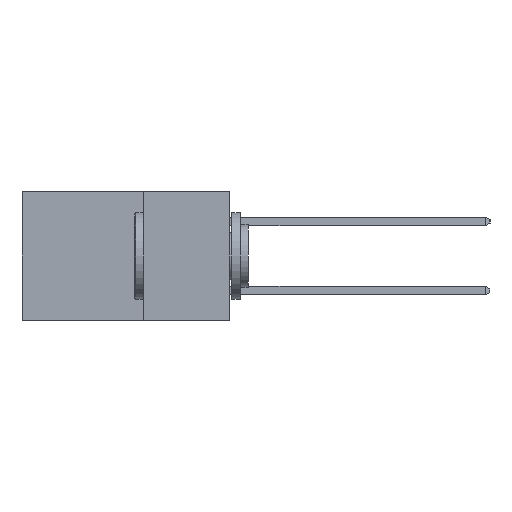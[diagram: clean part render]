
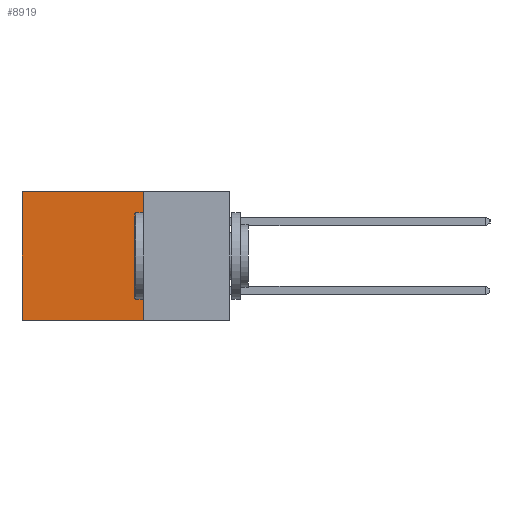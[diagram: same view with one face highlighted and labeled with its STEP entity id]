
A CAD part, left-side view. The second image highlights one B-rep face of the part: STEP entity #8919.
In plain terms, the highlighted planar face has unit normal (-1, 0, 0).
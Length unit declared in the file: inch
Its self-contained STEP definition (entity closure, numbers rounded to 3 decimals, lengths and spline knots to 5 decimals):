
#300 = CARTESIAN_POINT ( 'NONE',  ( 0.298, 0.6, -0.37 ) ) ;
#619 = DIRECTION ( 'NONE',  ( 0., 1., 0. ) ) ;
#721 = LINE ( 'NONE', #19463, #28565 ) ;
#1409 = VECTOR ( 'NONE', #25639, 39.37008 ) ;
#4526 = AXIS2_PLACEMENT_3D ( 'NONE', #17955, #11317, #26961 ) ;
#5154 = VERTEX_POINT ( 'NONE', #27523 ) ;
#5454 = EDGE_CURVE ( 'NONE', #5154, #24560, #24689, .T. ) ;
#5495 = VECTOR ( 'NONE', #619, 39.37008 ) ;
#5709 = CARTESIAN_POINT ( 'NONE',  ( 0.298, 0.25, 0. ) ) ;
#6078 = EDGE_CURVE ( 'NONE', #14009, #5154, #16608, .T. ) ;
#7313 = DIRECTION ( 'NONE',  ( 0., 1., 0. ) ) ;
#8919 = ADVANCED_FACE ( 'NONE', ( #16388 ), #24725, .F. ) ;
#10431 = VERTEX_POINT ( 'NONE', #18179 ) ;
#11317 = DIRECTION ( 'NONE',  ( 1., 0., 0. ) ) ;
#11595 = LINE ( 'NONE', #16475, #5495 ) ;
#12238 = ORIENTED_EDGE ( 'NONE', *, *, #6078, .T. ) ;
#12611 = CARTESIAN_POINT ( 'NONE',  ( 0.298, 0.6, 0. ) ) ;
#12794 = ORIENTED_EDGE ( 'NONE', *, *, #5454, .T. ) ;
#14009 = VERTEX_POINT ( 'NONE', #21003 ) ;
#16388 = FACE_OUTER_BOUND ( 'NONE', #25689, .T. ) ;
#16475 = CARTESIAN_POINT ( 'NONE',  ( 0.298, 0.25, -0.37 ) ) ;
#16608 = LINE ( 'NONE', #5709, #21873 ) ;
#17955 = CARTESIAN_POINT ( 'NONE',  ( 0.298, 0.25, 0. ) ) ;
#18179 = CARTESIAN_POINT ( 'NONE',  ( 0.298, 0.25, -0.37 ) ) ;
#19463 = CARTESIAN_POINT ( 'NONE',  ( 0.298, 0.25, 0. ) ) ;
#21003 = CARTESIAN_POINT ( 'NONE',  ( 0.298, 0.25, 0. ) ) ;
#21205 = ORIENTED_EDGE ( 'NONE', *, *, #28989, .F. ) ;
#21378 = ORIENTED_EDGE ( 'NONE', *, *, #26295, .F. ) ;
#21873 = VECTOR ( 'NONE', #7313, 39.37008 ) ;
#24560 = VERTEX_POINT ( 'NONE', #300 ) ;
#24689 = LINE ( 'NONE', #12611, #1409 ) ;
#24725 = PLANE ( 'NONE',  #4526 ) ;
#25639 = DIRECTION ( 'NONE',  ( 0., 0., -1. ) ) ;
#25689 = EDGE_LOOP ( 'NONE', ( #12794, #21378, #21205, #12238 ) ) ;
#26216 = DIRECTION ( 'NONE',  ( 0., 0., -1. ) ) ;
#26295 = EDGE_CURVE ( 'NONE', #10431, #24560, #11595, .T. ) ;
#26961 = DIRECTION ( 'NONE',  ( 0., 0., -1. ) ) ;
#27523 = CARTESIAN_POINT ( 'NONE',  ( 0.298, 0.6, 0. ) ) ;
#28565 = VECTOR ( 'NONE', #26216, 39.37008 ) ;
#28989 = EDGE_CURVE ( 'NONE', #14009, #10431, #721, .T. ) ;
